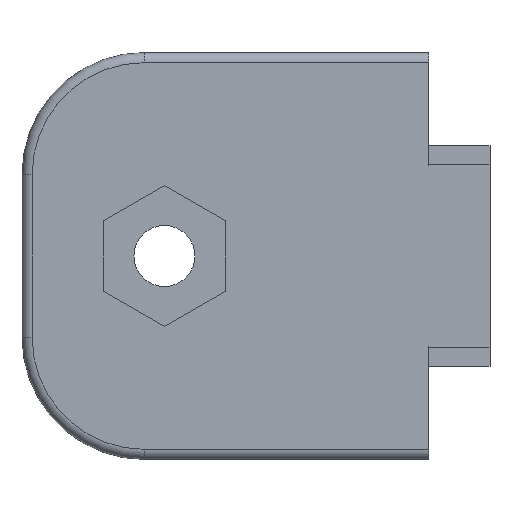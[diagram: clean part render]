
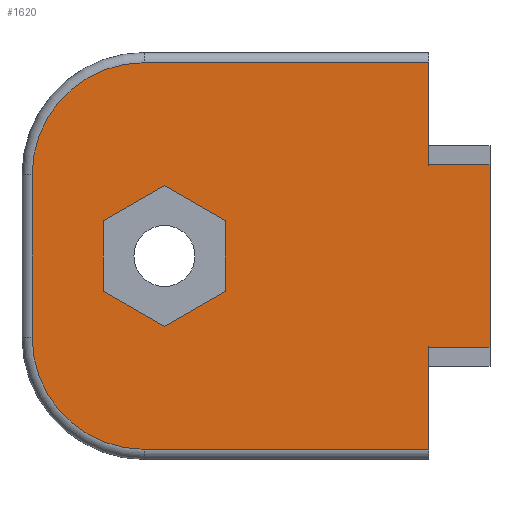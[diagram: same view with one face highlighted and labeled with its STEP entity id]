
A CAD part, left-side view. The second image highlights one B-rep face of the part: STEP entity #1620.
In plain terms, the highlighted planar face has unit normal (-1, 0, 0).
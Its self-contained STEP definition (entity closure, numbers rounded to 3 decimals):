
#47=FACE_BOUND('',#161,.T.);
#70=FACE_OUTER_BOUND('',#160,.T.);
#160=EDGE_LOOP('',(#1134,#1135,#1136,#1137,#1138,#1139,#1140,#1141,#1142,
#1143));
#161=EDGE_LOOP('',(#1144,#1145,#1146,#1147,#1148,#1149));
#275=LINE('',#2434,#462);
#276=LINE('',#2445,#463);
#278=LINE('',#2457,#465);
#280=LINE('',#2461,#467);
#281=LINE('',#2463,#468);
#282=LINE('',#2465,#469);
#283=LINE('',#2467,#470);
#284=LINE('',#2468,#471);
#285=LINE('',#2471,#472);
#286=LINE('',#2473,#473);
#287=LINE('',#2475,#474);
#288=LINE('',#2477,#475);
#289=LINE('',#2479,#476);
#290=LINE('',#2480,#477);
#462=VECTOR('',#1920,10.);
#463=VECTOR('',#1933,10.);
#465=VECTOR('',#1947,10.);
#467=VECTOR('',#1951,10.);
#468=VECTOR('',#1952,10.);
#469=VECTOR('',#1953,10.);
#470=VECTOR('',#1954,10.);
#471=VECTOR('',#1955,10.);
#472=VECTOR('',#1956,10.);
#473=VECTOR('',#1957,10.);
#474=VECTOR('',#1958,10.);
#475=VECTOR('',#1959,10.);
#476=VECTOR('',#1960,10.);
#477=VECTOR('',#1961,10.);
#628=CIRCLE('',#1730,5.5);
#632=CIRCLE('',#1736,5.5);
#696=VERTEX_POINT('',#2427);
#699=VERTEX_POINT('',#2432);
#701=VERTEX_POINT('',#2437);
#703=VERTEX_POINT('',#2443);
#705=VERTEX_POINT('',#2449);
#707=VERTEX_POINT('',#2455);
#708=VERTEX_POINT('',#2460);
#709=VERTEX_POINT('',#2462);
#710=VERTEX_POINT('',#2464);
#711=VERTEX_POINT('',#2466);
#712=VERTEX_POINT('',#2469);
#713=VERTEX_POINT('',#2470);
#714=VERTEX_POINT('',#2472);
#715=VERTEX_POINT('',#2474);
#716=VERTEX_POINT('',#2476);
#717=VERTEX_POINT('',#2478);
#864=EDGE_CURVE('',#699,#696,#275,.T.);
#866=EDGE_CURVE('',#701,#699,#628,.T.);
#869=EDGE_CURVE('',#703,#701,#276,.T.);
#872=EDGE_CURVE('',#705,#703,#632,.T.);
#875=EDGE_CURVE('',#707,#705,#278,.T.);
#877=EDGE_CURVE('',#707,#708,#280,.T.);
#878=EDGE_CURVE('',#708,#709,#281,.F.);
#879=EDGE_CURVE('',#710,#709,#282,.T.);
#880=EDGE_CURVE('',#711,#710,#283,.T.);
#881=EDGE_CURVE('',#711,#696,#284,.T.);
#882=EDGE_CURVE('',#712,#713,#285,.T.);
#883=EDGE_CURVE('',#713,#714,#286,.T.);
#884=EDGE_CURVE('',#714,#715,#287,.T.);
#885=EDGE_CURVE('',#715,#716,#288,.T.);
#886=EDGE_CURVE('',#716,#717,#289,.T.);
#887=EDGE_CURVE('',#717,#712,#290,.T.);
#1134=ORIENTED_EDGE('',*,*,#864,.F.);
#1135=ORIENTED_EDGE('',*,*,#866,.F.);
#1136=ORIENTED_EDGE('',*,*,#869,.F.);
#1137=ORIENTED_EDGE('',*,*,#872,.F.);
#1138=ORIENTED_EDGE('',*,*,#875,.F.);
#1139=ORIENTED_EDGE('',*,*,#877,.T.);
#1140=ORIENTED_EDGE('',*,*,#878,.T.);
#1141=ORIENTED_EDGE('',*,*,#879,.F.);
#1142=ORIENTED_EDGE('',*,*,#880,.F.);
#1143=ORIENTED_EDGE('',*,*,#881,.T.);
#1144=ORIENTED_EDGE('',*,*,#882,.T.);
#1145=ORIENTED_EDGE('',*,*,#883,.T.);
#1146=ORIENTED_EDGE('',*,*,#884,.T.);
#1147=ORIENTED_EDGE('',*,*,#885,.T.);
#1148=ORIENTED_EDGE('',*,*,#886,.T.);
#1149=ORIENTED_EDGE('',*,*,#887,.T.);
#1549=PLANE('',#1740);
#1620=ADVANCED_FACE('',(#70,#47),#1549,.T.);
#1730=AXIS2_PLACEMENT_3D('',#2439,#1925,#1926);
#1736=AXIS2_PLACEMENT_3D('',#2451,#1939,#1940);
#1740=AXIS2_PLACEMENT_3D('',#2459,#1949,#1950);
#1920=DIRECTION('',(0.,-1.,0.));
#1925=DIRECTION('center_axis',(1.,0.,0.));
#1926=DIRECTION('ref_axis',(0.,0.707,0.707));
#1933=DIRECTION('',(0.,0.,1.));
#1939=DIRECTION('center_axis',(1.,0.,0.));
#1940=DIRECTION('ref_axis',(0.,0.707,-0.707));
#1947=DIRECTION('',(0.,1.,0.));
#1949=DIRECTION('center_axis',(-1.,0.,0.));
#1950=DIRECTION('ref_axis',(0.,0.,-1.));
#1951=DIRECTION('',(0.,0.,1.));
#1952=DIRECTION('',(0.,1.,0.));
#1953=DIRECTION('',(0.,0.,-1.));
#1954=DIRECTION('',(0.,-1.,0.));
#1955=DIRECTION('',(0.,0.,1.));
#1956=DIRECTION('',(0.,0.,1.));
#1957=DIRECTION('',(0.,-0.866,0.5));
#1958=DIRECTION('',(0.,-0.866,-0.5));
#1959=DIRECTION('',(0.,0.,-1.));
#1960=DIRECTION('',(0.,0.866,-0.5));
#1961=DIRECTION('',(0.,0.866,0.5));
#2427=CARTESIAN_POINT('',(-10.,100.,9.5));
#2432=CARTESIAN_POINT('',(-10.,114.,9.5));
#2434=CARTESIAN_POINT('',(-10.,100.,9.5));
#2437=CARTESIAN_POINT('',(-10.,119.5,4.));
#2439=CARTESIAN_POINT('Origin',(-10.,114.,4.));
#2443=CARTESIAN_POINT('',(-10.,119.5,-4.));
#2445=CARTESIAN_POINT('',(-10.,119.5,2.29));
#2449=CARTESIAN_POINT('',(-10.,114.,-9.5));
#2451=CARTESIAN_POINT('Origin',(-10.,114.,-4.));
#2455=CARTESIAN_POINT('',(-10.,100.,-9.5));
#2457=CARTESIAN_POINT('',(-10.,100.,-9.5));
#2459=CARTESIAN_POINT('Origin',(-10.,100.,4.58));
#2460=CARTESIAN_POINT('',(-10.,100.,-4.474));
#2461=CARTESIAN_POINT('',(-10.,100.,-9.5));
#2462=CARTESIAN_POINT('',(-10.,97.,-4.474));
#2463=CARTESIAN_POINT('',(-10.,100.,-4.474));
#2464=CARTESIAN_POINT('',(-10.,97.,4.474));
#2465=CARTESIAN_POINT('',(-10.,97.,4.58));
#2466=CARTESIAN_POINT('',(-10.,100.,4.474));
#2467=CARTESIAN_POINT('',(-10.,100.,4.474));
#2468=CARTESIAN_POINT('',(-10.,100.,-9.5));
#2469=CARTESIAN_POINT('',(-10.,116.,-1.732));
#2470=CARTESIAN_POINT('',(-10.,116.,1.732));
#2471=CARTESIAN_POINT('',(-10.,116.,1.424));
#2472=CARTESIAN_POINT('',(-10.,113.,3.464));
#2473=CARTESIAN_POINT('',(-10.,109.383,5.552));
#2474=CARTESIAN_POINT('',(-10.,110.,1.732));
#2475=CARTESIAN_POINT('',(-10.,108.367,0.789));
#2476=CARTESIAN_POINT('',(-10.,110.,-1.732));
#2477=CARTESIAN_POINT('',(-10.,110.,3.156));
#2478=CARTESIAN_POINT('',(-10.,113.,-3.464));
#2479=CARTESIAN_POINT('',(-10.,104.883,1.222));
#2480=CARTESIAN_POINT('',(-10.,109.867,-5.273));
